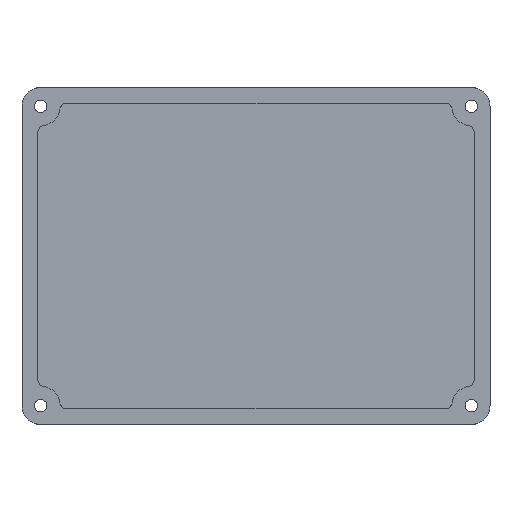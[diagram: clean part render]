
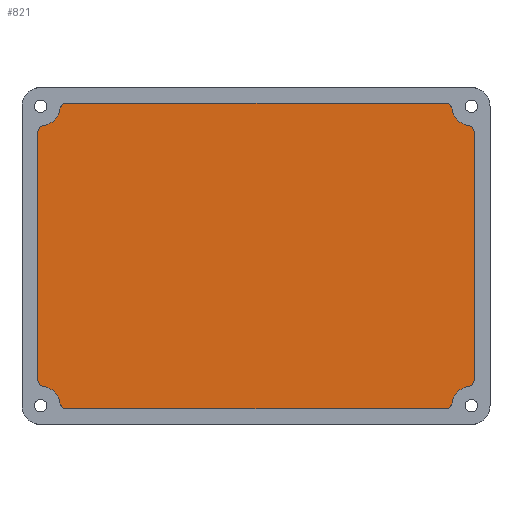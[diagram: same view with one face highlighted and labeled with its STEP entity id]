
A CAD part, front view. The second image highlights one B-rep face of the part: STEP entity #821.
In plain terms, the highlighted planar face has unit normal (0, -1, 0).
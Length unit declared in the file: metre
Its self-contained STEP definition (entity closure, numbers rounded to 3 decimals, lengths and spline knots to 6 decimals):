
#76=LINE('',#1380,#132);
#81=LINE('',#1396,#137);
#86=LINE('',#1412,#142);
#91=LINE('',#1428,#147);
#132=VECTOR('',#1098,1.);
#137=VECTOR('',#1117,1.);
#142=VECTOR('',#1136,1.);
#147=VECTOR('',#1155,1.);
#296=ORIENTED_EDGE('',*,*,#449,.T.);
#297=ORIENTED_EDGE('',*,*,#479,.F.);
#298=ORIENTED_EDGE('',*,*,#477,.T.);
#299=ORIENTED_EDGE('',*,*,#475,.F.);
#300=ORIENTED_EDGE('',*,*,#473,.T.);
#301=ORIENTED_EDGE('',*,*,#471,.F.);
#302=ORIENTED_EDGE('',*,*,#469,.T.);
#303=ORIENTED_EDGE('',*,*,#467,.T.);
#304=ORIENTED_EDGE('',*,*,#465,.T.);
#305=ORIENTED_EDGE('',*,*,#463,.F.);
#306=ORIENTED_EDGE('',*,*,#461,.T.);
#307=ORIENTED_EDGE('',*,*,#459,.F.);
#308=ORIENTED_EDGE('',*,*,#457,.T.);
#309=ORIENTED_EDGE('',*,*,#455,.F.);
#310=ORIENTED_EDGE('',*,*,#453,.T.);
#311=ORIENTED_EDGE('',*,*,#451,.T.);
#449=EDGE_CURVE('',#557,#556,#616,.T.);
#451=EDGE_CURVE('',#558,#557,#617,.T.);
#453=EDGE_CURVE('',#559,#558,#618,.T.);
#455=EDGE_CURVE('',#559,#560,#76,.T.);
#457=EDGE_CURVE('',#561,#560,#619,.T.);
#459=EDGE_CURVE('',#561,#562,#620,.T.);
#461=EDGE_CURVE('',#563,#562,#621,.T.);
#463=EDGE_CURVE('',#563,#564,#81,.T.);
#465=EDGE_CURVE('',#565,#564,#622,.T.);
#467=EDGE_CURVE('',#566,#565,#623,.T.);
#469=EDGE_CURVE('',#567,#566,#624,.T.);
#471=EDGE_CURVE('',#567,#568,#86,.T.);
#473=EDGE_CURVE('',#569,#568,#625,.T.);
#475=EDGE_CURVE('',#569,#570,#626,.T.);
#477=EDGE_CURVE('',#571,#570,#627,.T.);
#479=EDGE_CURVE('',#571,#556,#91,.T.);
#556=VERTEX_POINT('',#1367);
#557=VERTEX_POINT('',#1369);
#558=VERTEX_POINT('',#1373);
#559=VERTEX_POINT('',#1377);
#560=VERTEX_POINT('',#1381);
#561=VERTEX_POINT('',#1385);
#562=VERTEX_POINT('',#1389);
#563=VERTEX_POINT('',#1393);
#564=VERTEX_POINT('',#1397);
#565=VERTEX_POINT('',#1401);
#566=VERTEX_POINT('',#1405);
#567=VERTEX_POINT('',#1409);
#568=VERTEX_POINT('',#1413);
#569=VERTEX_POINT('',#1417);
#570=VERTEX_POINT('',#1421);
#571=VERTEX_POINT('',#1425);
#616=CIRCLE('',#902,0.0018);
#617=CIRCLE('',#904,0.0052);
#618=CIRCLE('',#906,0.0018);
#619=CIRCLE('',#909,0.0018);
#620=CIRCLE('',#911,0.0052);
#621=CIRCLE('',#913,0.0018);
#622=CIRCLE('',#916,0.0018);
#623=CIRCLE('',#918,0.0052);
#624=CIRCLE('',#920,0.0018);
#625=CIRCLE('',#923,0.0018);
#626=CIRCLE('',#925,0.0052);
#627=CIRCLE('',#927,0.0018);
#679=EDGE_LOOP('',(#296,#297,#298,#299,#300,#301,#302,#303,#304,#305,#306,
#307,#308,#309,#310,#311));
#747=FACE_BOUND('',#679,.T.);
#790=PLANE('',#929);
#821=ADVANCED_FACE('',(#747),#790,.F.);
#902=AXIS2_PLACEMENT_3D('',#1368,#1083,#1084);
#904=AXIS2_PLACEMENT_3D('',#1372,#1088,#1089);
#906=AXIS2_PLACEMENT_3D('',#1376,#1093,#1094);
#909=AXIS2_PLACEMENT_3D('',#1384,#1102,#1103);
#911=AXIS2_PLACEMENT_3D('',#1388,#1107,#1108);
#913=AXIS2_PLACEMENT_3D('',#1392,#1112,#1113);
#916=AXIS2_PLACEMENT_3D('',#1400,#1121,#1122);
#918=AXIS2_PLACEMENT_3D('',#1404,#1126,#1127);
#920=AXIS2_PLACEMENT_3D('',#1408,#1131,#1132);
#923=AXIS2_PLACEMENT_3D('',#1416,#1140,#1141);
#925=AXIS2_PLACEMENT_3D('',#1420,#1145,#1146);
#927=AXIS2_PLACEMENT_3D('',#1424,#1150,#1151);
#929=AXIS2_PLACEMENT_3D('',#1429,#1156,#1157);
#1083=DIRECTION('',(0.,-1.,0.));
#1084=DIRECTION('',(0.,0.,1.));
#1088=DIRECTION('',(0.,1.,0.));
#1089=DIRECTION('',(0.,0.,1.));
#1093=DIRECTION('',(0.,-1.,0.));
#1094=DIRECTION('',(0.,0.,1.));
#1098=DIRECTION('',(0.,0.,-1.));
#1102=DIRECTION('',(0.,-1.,0.));
#1103=DIRECTION('',(0.,0.,1.));
#1107=DIRECTION('',(0.,-1.,0.));
#1108=DIRECTION('',(0.,0.,1.));
#1112=DIRECTION('',(0.,-1.,0.));
#1113=DIRECTION('',(0.,0.,1.));
#1117=DIRECTION('',(-1.,0.,0.));
#1121=DIRECTION('',(0.,-1.,0.));
#1122=DIRECTION('',(0.,0.,1.));
#1126=DIRECTION('',(0.,1.,0.));
#1127=DIRECTION('',(0.,0.,1.));
#1131=DIRECTION('',(0.,-1.,0.));
#1132=DIRECTION('',(0.,0.,1.));
#1136=DIRECTION('',(0.,0.,1.));
#1140=DIRECTION('',(0.,-1.,0.));
#1141=DIRECTION('',(0.,0.,1.));
#1145=DIRECTION('',(0.,-1.,0.));
#1146=DIRECTION('',(0.,0.,1.));
#1150=DIRECTION('',(0.,-1.,0.));
#1151=DIRECTION('',(0.,0.,1.));
#1155=DIRECTION('',(1.,0.,0.));
#1156=DIRECTION('',(0.,1.,0.));
#1157=DIRECTION('',(-1.,0.,0.));
#1367=CARTESIAN_POINT('',(0.050572,0.1123,0.0408));
#1368=CARTESIAN_POINT('',(0.050572,0.1123,0.039));
#1369=CARTESIAN_POINT('',(0.052353,0.1123,0.039257));
#1372=CARTESIAN_POINT('',(0.0575,0.1123,0.04));
#1373=CARTESIAN_POINT('',(0.056757,0.1123,0.034853));
#1376=CARTESIAN_POINT('',(0.0565,0.1123,0.033072));
#1377=CARTESIAN_POINT('',(0.0583,0.1123,0.033072));
#1380=CARTESIAN_POINT('',(0.0583,0.1123,0.));
#1381=CARTESIAN_POINT('',(0.0583,0.1123,-0.033072));
#1384=CARTESIAN_POINT('',(0.0565,0.1123,-0.033072));
#1385=CARTESIAN_POINT('',(0.056757,0.1123,-0.034853));
#1388=CARTESIAN_POINT('',(0.0575,0.1123,-0.04));
#1389=CARTESIAN_POINT('',(0.052353,0.1123,-0.039257));
#1392=CARTESIAN_POINT('',(0.050572,0.1123,-0.039));
#1393=CARTESIAN_POINT('',(0.050572,0.1123,-0.0408));
#1396=CARTESIAN_POINT('',(0.,0.1123,-0.0408));
#1397=CARTESIAN_POINT('',(-0.050572,0.1123,-0.0408));
#1400=CARTESIAN_POINT('',(-0.050572,0.1123,-0.039));
#1401=CARTESIAN_POINT('',(-0.052353,0.1123,-0.039257));
#1404=CARTESIAN_POINT('',(-0.0575,0.1123,-0.04));
#1405=CARTESIAN_POINT('',(-0.056757,0.1123,-0.034853));
#1408=CARTESIAN_POINT('',(-0.0565,0.1123,-0.033072));
#1409=CARTESIAN_POINT('',(-0.0583,0.1123,-0.033072));
#1412=CARTESIAN_POINT('',(-0.0583,0.1123,0.));
#1413=CARTESIAN_POINT('',(-0.0583,0.1123,0.033072));
#1416=CARTESIAN_POINT('',(-0.0565,0.1123,0.033072));
#1417=CARTESIAN_POINT('',(-0.056757,0.1123,0.034853));
#1420=CARTESIAN_POINT('',(-0.0575,0.1123,0.04));
#1421=CARTESIAN_POINT('',(-0.052353,0.1123,0.039257));
#1424=CARTESIAN_POINT('',(-0.050572,0.1123,0.039));
#1425=CARTESIAN_POINT('',(-0.050572,0.1123,0.0408));
#1428=CARTESIAN_POINT('',(0.,0.1123,0.0408));
#1429=CARTESIAN_POINT('',(0.,0.1123,0.));
